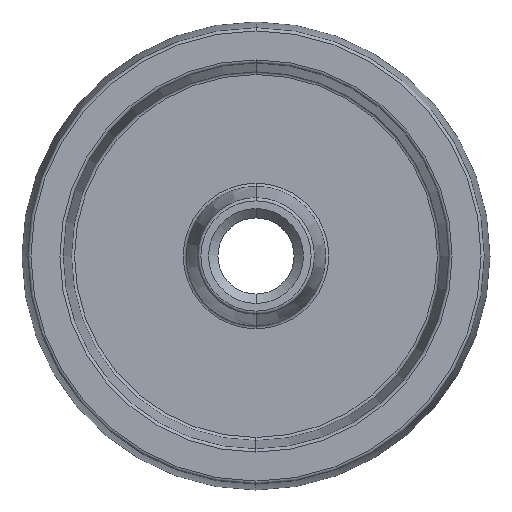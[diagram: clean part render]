
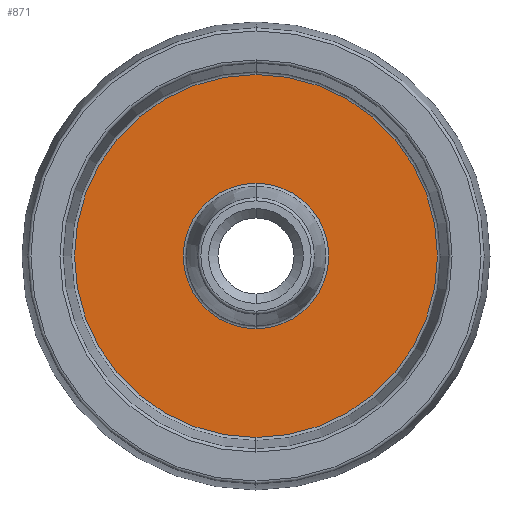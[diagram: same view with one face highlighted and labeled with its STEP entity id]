
A CAD part, left-side view. The second image highlights one B-rep face of the part: STEP entity #871.
In plain terms, the highlighted planar face has unit normal (-1, 0, 0).
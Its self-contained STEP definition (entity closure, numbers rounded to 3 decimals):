
#16 = CARTESIAN_POINT ( 'NONE',  ( -3.5, 0., 29.081 ) ) ;
#37 = CIRCLE ( 'NONE', #1531, 11.66 ) ;
#117 = ORIENTED_EDGE ( 'NONE', *, *, #163, .T. ) ;
#163 = EDGE_CURVE ( 'NONE', #252, #1390, #37, .T. ) ;
#191 = DIRECTION ( 'NONE',  ( 0., 0., 1. ) ) ;
#205 = DIRECTION ( 'NONE',  ( 0., 0., 1. ) ) ;
#252 = VERTEX_POINT ( 'NONE', #1685 ) ;
#289 = EDGE_CURVE ( 'NONE', #1658, #692, #1239, .T. ) ;
#298 = CARTESIAN_POINT ( 'NONE',  ( -3.5, 0., -11.66 ) ) ;
#328 = DIRECTION ( 'NONE',  ( -1., 0., 0. ) ) ;
#373 = EDGE_LOOP ( 'NONE', ( #117, #1190 ) ) ;
#455 = AXIS2_PLACEMENT_3D ( 'NONE', #1729, #806, #1330 ) ;
#501 = ORIENTED_EDGE ( 'NONE', *, *, #289, .T. ) ;
#586 = CARTESIAN_POINT ( 'NONE',  ( -3.5, 0., 0. ) ) ;
#653 = DIRECTION ( 'NONE',  ( 1., 0., 0. ) ) ;
#681 = CIRCLE ( 'NONE', #1368, 11.66 ) ;
#692 = VERTEX_POINT ( 'NONE', #16 ) ;
#724 = CARTESIAN_POINT ( 'NONE',  ( -3.5, 0., 0. ) ) ;
#754 = DIRECTION ( 'NONE',  ( -1., 0., 0. ) ) ;
#802 = CARTESIAN_POINT ( 'NONE',  ( -3.5, 0., -29.081 ) ) ;
#806 = DIRECTION ( 'NONE',  ( -1., 0., 0. ) ) ;
#871 = ADVANCED_FACE ( 'NONE', ( #1711, #1025 ), #1168, .T. ) ;
#907 = CARTESIAN_POINT ( 'NONE',  ( -3.5, 29.5, 0. ) ) ;
#983 = EDGE_LOOP ( 'NONE', ( #1326, #501 ) ) ;
#1025 = FACE_OUTER_BOUND ( 'NONE', #983, .T. ) ;
#1168 = PLANE ( 'NONE',  #1434 ) ;
#1190 = ORIENTED_EDGE ( 'NONE', *, *, #1385, .T. ) ;
#1227 = EDGE_CURVE ( 'NONE', #692, #1658, #1645, .T. ) ;
#1239 = CIRCLE ( 'NONE', #1589, 29.081 ) ;
#1258 = DIRECTION ( 'NONE',  ( 0., 0., 1. ) ) ;
#1326 = ORIENTED_EDGE ( 'NONE', *, *, #1227, .T. ) ;
#1330 = DIRECTION ( 'NONE',  ( 0., 0., 1. ) ) ;
#1340 = CARTESIAN_POINT ( 'NONE',  ( -3.5, 0., 0. ) ) ;
#1368 = AXIS2_PLACEMENT_3D ( 'NONE', #586, #1562, #1258 ) ;
#1385 = EDGE_CURVE ( 'NONE', #1390, #252, #681, .T. ) ;
#1390 = VERTEX_POINT ( 'NONE', #298 ) ;
#1434 = AXIS2_PLACEMENT_3D ( 'NONE', #907, #754, #191 ) ;
#1531 = AXIS2_PLACEMENT_3D ( 'NONE', #1340, #653, #1593 ) ;
#1562 = DIRECTION ( 'NONE',  ( 1., 0., 0. ) ) ;
#1589 = AXIS2_PLACEMENT_3D ( 'NONE', #724, #328, #205 ) ;
#1593 = DIRECTION ( 'NONE',  ( 0., 0., 1. ) ) ;
#1645 = CIRCLE ( 'NONE', #455, 29.081 ) ;
#1658 = VERTEX_POINT ( 'NONE', #802 ) ;
#1685 = CARTESIAN_POINT ( 'NONE',  ( -3.5, 0., 11.66 ) ) ;
#1711 = FACE_BOUND ( 'NONE', #373, .T. ) ;
#1729 = CARTESIAN_POINT ( 'NONE',  ( -3.5, 0., 0. ) ) ;
